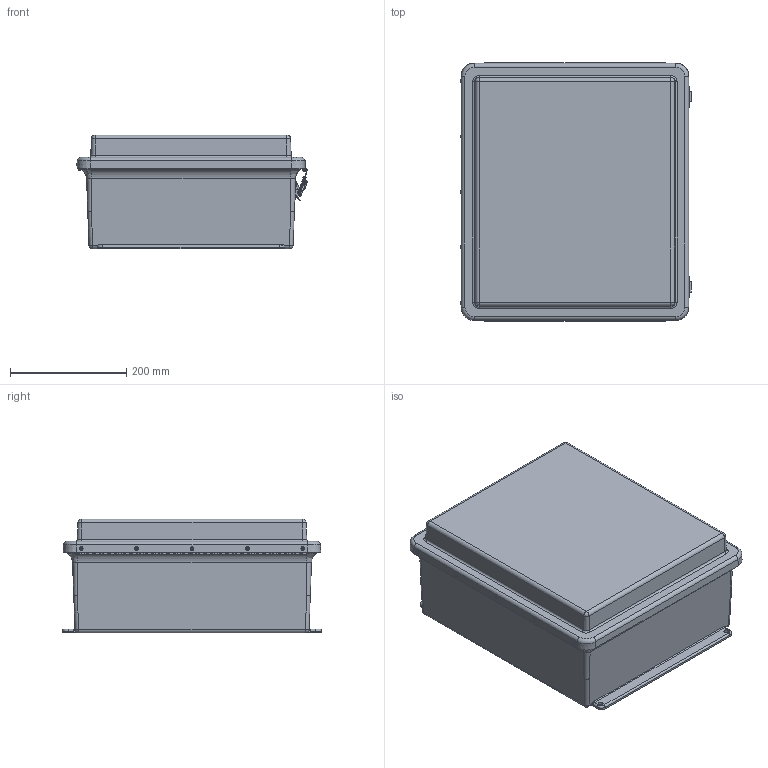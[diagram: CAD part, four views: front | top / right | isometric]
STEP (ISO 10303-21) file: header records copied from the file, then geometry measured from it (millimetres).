
FILE_DESCRIPTION(/* description */ (''),/* implementation_level */ '2;1');
FILE_NAME(/* name */ 'HW-RHJ161407CHTL.stp',/* time_stamp */ '2014-04-04T12:37:44-05:00',/* author */ ('jtigges'),/* organization */ (''),/* preprocessor_version */ 'ST-DEVELOPER v15.2',/* originating_system */ 'Autodesk Inventor 2014',/* authorisation */ '');
FILE_SCHEMA (('AUTOMOTIVE_DESIGN { 1 0 10303 214 3 1 1 }'));
Length unit declared in the file: inch
Products named in the file (28): J1614HL_5; RMINS45821P_121; RMINS45821P_122; RMINS45821P_123; RMINS45821P_124; J1614BHL; RMHINGCOV15; RMHINGPIN15; RMHINGBOX15; RMHING15; RJ1614HLCVR; GASKET_1614; WP1614HLU; RMRIV43; RMKEEPJLL150WT; JONEA; JONEB; JONEC; JONED; JONEE; JONEF; JONEG; JONEH; JONEI; JONE; RMLATJLL150_13; RMLATJLL150_14; RJ1614HLL_STP
Bounding box: 396.86 x 445.29 x 195.51 mm (x, y, z)
Volume: 2415047.9 mm3; surface area: 1374640.1 mm2
Topology: 50 solids, 50 shells, 1319 faces, 3364 edges, 2183 vertices
Faces by surface type: plane 594, cylinder 508, bspline 86, cone 61, torus 56, sphere 14
Full cylindrical faces by diameter (mm): 2.159 x63, 2.4 x2, 2.7 x4, 3 x2, 3.175 x18, 3.25 x2, 3.302 x4, 3.327 x10, 3.5 x2, 3.556 x18, 3.861 x8, 3.962 x7, 4.2 x4, 4.609 x2, 4.618 x2, 4.7 x2, 4.9 x2, 5 x4, 5.3 x2, 5.537 x4, 6.35 x18, 6.858 x4, 13.3 x2, 13.5 x2
Entity records: 36124 total; most frequent: CARTESIAN_POINT 11597, DIRECTION 5157, ORIENTED_EDGE 4680, EDGE_CURVE 2340, AXIS2_PLACEMENT_3D 1932, VERTEX_POINT 1607, EDGE_LOOP 1353, LINE 1293
